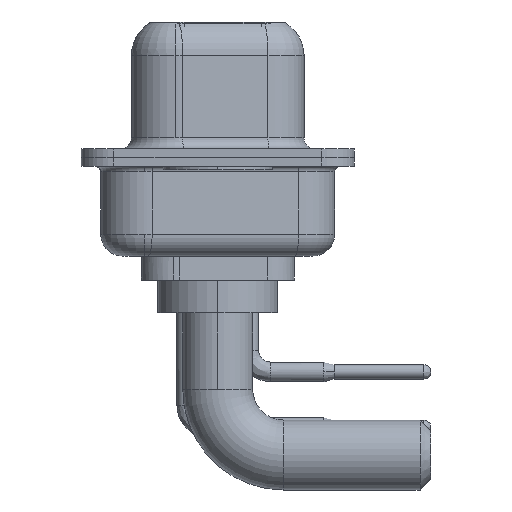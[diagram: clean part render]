
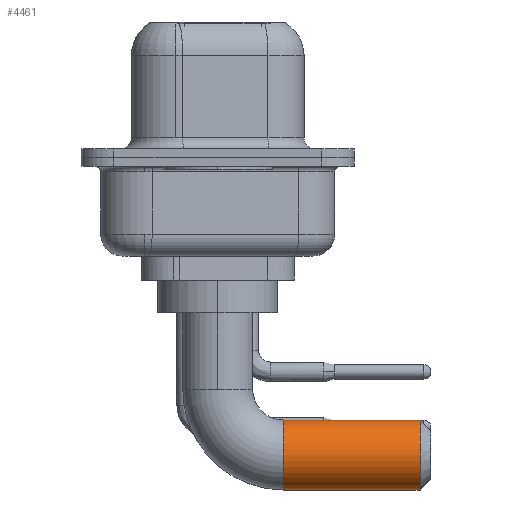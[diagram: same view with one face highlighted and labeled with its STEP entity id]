
A CAD part, left-side view. The second image highlights one B-rep face of the part: STEP entity #4461.
In plain terms, the highlighted cylindrical face has radius 1.6 mm (diameter 3.2 mm), a partial arc.
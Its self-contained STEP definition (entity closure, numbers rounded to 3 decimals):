
#626 = VERTEX_POINT ( 'NONE', #11463 ) ;
#1780 = ORIENTED_EDGE ( 'NONE', *, *, #1960, .T. ) ;
#1809 = CARTESIAN_POINT ( 'NONE',  ( 0., -9.25, -8.1 ) ) ;
#1960 = EDGE_CURVE ( 'NONE', #626, #17139, #3172, .T. ) ;
#2047 = VERTEX_POINT ( 'NONE', #12987 ) ;
#2943 = CARTESIAN_POINT ( 'NONE',  ( 0., -3., -4.9 ) ) ;
#3172 = CIRCLE ( 'NONE', #11264, 1.6 ) ;
#3189 = DIRECTION ( 'NONE',  ( 0., -1., 0. ) ) ;
#3379 = DIRECTION ( 'NONE',  ( 0., -1., 0. ) ) ;
#3588 = EDGE_CURVE ( 'NONE', #17139, #12106, #16144, .T. ) ;
#4461 = ADVANCED_FACE ( 'NONE', ( #9526 ), #14870, .T. ) ;
#4549 = DIRECTION ( 'NONE',  ( 0., 1., 0. ) ) ;
#4759 = AXIS2_PLACEMENT_3D ( 'NONE', #6018, #4549, #11425 ) ;
#5438 = DIRECTION ( 'NONE',  ( 0., -1., 0. ) ) ;
#6018 = CARTESIAN_POINT ( 'NONE',  ( 0., -9.25, -6.5 ) ) ;
#6046 = AXIS2_PLACEMENT_3D ( 'NONE', #12223, #5438, #10744 ) ;
#6264 = CARTESIAN_POINT ( 'NONE',  ( 0., -3., -6.5 ) ) ;
#7830 = EDGE_CURVE ( 'NONE', #626, #2047, #13500, .T. ) ;
#8018 = CARTESIAN_POINT ( 'NONE',  ( 0., -3., -8.1 ) ) ;
#8571 = VECTOR ( 'NONE', #13270, 1000. ) ;
#8911 = ORIENTED_EDGE ( 'NONE', *, *, #14696, .T. ) ;
#9526 = FACE_OUTER_BOUND ( 'NONE', #11148, .T. ) ;
#10259 = DIRECTION ( 'NONE',  ( -1., 0., 0. ) ) ;
#10281 = ORIENTED_EDGE ( 'NONE', *, *, #7830, .F. ) ;
#10600 = CIRCLE ( 'NONE', #4759, 1.6 ) ;
#10744 = DIRECTION ( 'NONE',  ( 0., 0., -1. ) ) ;
#10851 = ORIENTED_EDGE ( 'NONE', *, *, #3588, .T. ) ;
#11148 = EDGE_LOOP ( 'NONE', ( #10281, #1780, #10851, #8911 ) ) ;
#11264 = AXIS2_PLACEMENT_3D ( 'NONE', #6264, #3379, #10259 ) ;
#11425 = DIRECTION ( 'NONE',  ( 0., 0., -1. ) ) ;
#11463 = CARTESIAN_POINT ( 'NONE',  ( 0., -3., -4.9 ) ) ;
#12106 = VERTEX_POINT ( 'NONE', #1809 ) ;
#12223 = CARTESIAN_POINT ( 'NONE',  ( 0., -3., -6.5 ) ) ;
#12987 = CARTESIAN_POINT ( 'NONE',  ( 0., -9.25, -4.9 ) ) ;
#13270 = DIRECTION ( 'NONE',  ( 0., -1., 0. ) ) ;
#13500 = LINE ( 'NONE', #2943, #13679 ) ;
#13601 = CARTESIAN_POINT ( 'NONE',  ( 0., -3., -8.1 ) ) ;
#13679 = VECTOR ( 'NONE', #3189, 1000. ) ;
#14696 = EDGE_CURVE ( 'NONE', #12106, #2047, #10600, .T. ) ;
#14870 = CYLINDRICAL_SURFACE ( 'NONE', #6046, 1.6 ) ;
#16144 = LINE ( 'NONE', #13601, #8571 ) ;
#17139 = VERTEX_POINT ( 'NONE', #8018 ) ;
